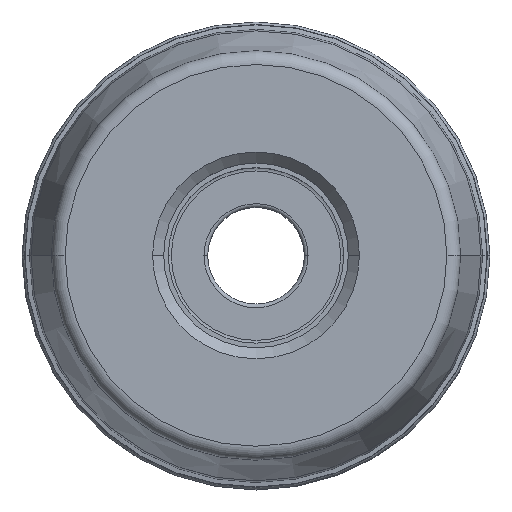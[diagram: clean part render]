
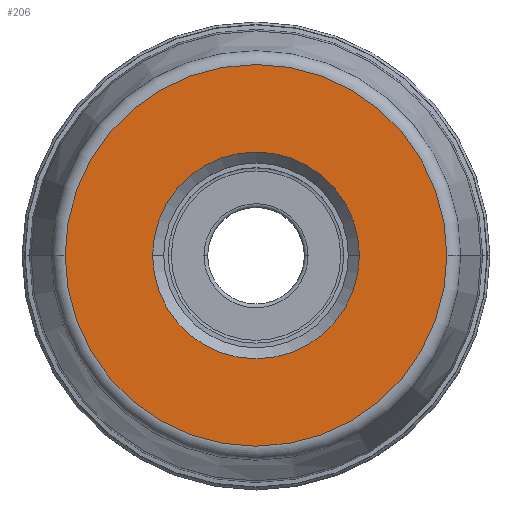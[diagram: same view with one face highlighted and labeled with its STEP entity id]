
A CAD part, top view. The second image highlights one B-rep face of the part: STEP entity #206.
In plain terms, the highlighted planar face has unit normal (0, 0, 1).
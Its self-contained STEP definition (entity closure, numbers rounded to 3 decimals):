
#28=PLANE('',#1876);
#34=FACE_BOUND('',#404,.T.);
#35=FACE_BOUND('',#405,.T.);
#206=ADVANCED_FACE('',(#34,#35),#28,.F.);
#404=EDGE_LOOP('',(#684,#685,#686,#687));
#405=EDGE_LOOP('',(#688,#689,#690,#691));
#684=ORIENTED_EDGE('',*,*,#1194,.F.);
#685=ORIENTED_EDGE('',*,*,#1192,.F.);
#686=ORIENTED_EDGE('',*,*,#1191,.T.);
#687=ORIENTED_EDGE('',*,*,#1195,.T.);
#688=ORIENTED_EDGE('',*,*,#1196,.T.);
#689=ORIENTED_EDGE('',*,*,#1197,.T.);
#690=ORIENTED_EDGE('',*,*,#1198,.T.);
#691=ORIENTED_EDGE('',*,*,#1199,.T.);
#991=VERTEX_POINT('',#3770);
#992=VERTEX_POINT('',#3772);
#993=VERTEX_POINT('',#3774);
#994=VERTEX_POINT('',#3778);
#995=VERTEX_POINT('',#3782);
#996=VERTEX_POINT('',#3783);
#997=VERTEX_POINT('',#3785);
#998=VERTEX_POINT('',#3787);
#1191=EDGE_CURVE('',#992,#991,#1449,.T.);
#1192=EDGE_CURVE('',#992,#993,#1450,.T.);
#1194=EDGE_CURVE('',#993,#994,#1452,.T.);
#1195=EDGE_CURVE('',#991,#994,#1453,.T.);
#1196=EDGE_CURVE('',#995,#996,#1454,.T.);
#1197=EDGE_CURVE('',#996,#997,#1455,.T.);
#1198=EDGE_CURVE('',#997,#998,#1456,.T.);
#1199=EDGE_CURVE('',#998,#995,#1457,.T.);
#1449=CIRCLE('',#1865,20.725);
#1450=CIRCLE('',#1866,20.725);
#1452=CIRCLE('',#1869,20.725);
#1453=CIRCLE('',#1870,20.725);
#1454=CIRCLE('',#1872,11.225);
#1455=CIRCLE('',#1873,11.225);
#1456=CIRCLE('',#1874,11.225);
#1457=CIRCLE('',#1875,11.225);
#1865=AXIS2_PLACEMENT_3D('',#3771,#2280,#2281);
#1866=AXIS2_PLACEMENT_3D('',#3773,#2282,#2283);
#1869=AXIS2_PLACEMENT_3D('',#3777,#2288,#2289);
#1870=AXIS2_PLACEMENT_3D('',#3779,#2290,#2291);
#1872=AXIS2_PLACEMENT_3D('',#3781,#2294,#2295);
#1873=AXIS2_PLACEMENT_3D('',#3784,#2296,#2297);
#1874=AXIS2_PLACEMENT_3D('',#3786,#2298,#2299);
#1875=AXIS2_PLACEMENT_3D('',#3788,#2300,#2301);
#1876=AXIS2_PLACEMENT_3D('',#3789,#2302,#2303);
#2280=DIRECTION('',(0.,0.,1.));
#2281=DIRECTION('',(1.,0.,0.));
#2282=DIRECTION('',(0.,0.,-1.));
#2283=DIRECTION('',(-1.,0.,0.));
#2288=DIRECTION('',(0.,0.,-1.));
#2289=DIRECTION('',(-1.,0.,0.));
#2290=DIRECTION('',(0.,0.,1.));
#2291=DIRECTION('',(1.,0.,0.));
#2294=DIRECTION('',(0.,0.,-1.));
#2295=DIRECTION('',(0.,-1.,0.));
#2296=DIRECTION('',(0.,0.,-1.));
#2297=DIRECTION('',(-1.,0.,0.));
#2298=DIRECTION('',(0.,0.,-1.));
#2299=DIRECTION('',(0.,1.,0.));
#2300=DIRECTION('',(0.,0.,-1.));
#2301=DIRECTION('',(1.,0.,0.));
#2302=DIRECTION('',(0.,0.,-1.));
#2303=DIRECTION('',(1.,0.,0.));
#3770=CARTESIAN_POINT('',(20.725,0.,0.));
#3771=CARTESIAN_POINT('',(0.,0.,0.));
#3772=CARTESIAN_POINT('',(20.725,-0.02,0.));
#3773=CARTESIAN_POINT('',(0.,0.,0.));
#3774=CARTESIAN_POINT('',(-20.725,0.,0.));
#3777=CARTESIAN_POINT('',(0.,0.,0.));
#3778=CARTESIAN_POINT('',(-20.725,0.02,0.));
#3779=CARTESIAN_POINT('',(0.,0.,0.));
#3781=CARTESIAN_POINT('',(0.,0.,0.));
#3782=CARTESIAN_POINT('',(0.,-11.225,0.));
#3783=CARTESIAN_POINT('',(-11.225,0.,0.));
#3784=CARTESIAN_POINT('',(0.,0.,0.));
#3785=CARTESIAN_POINT('',(0.,11.225,0.));
#3786=CARTESIAN_POINT('',(0.,0.,0.));
#3787=CARTESIAN_POINT('',(11.225,0.,0.));
#3788=CARTESIAN_POINT('',(0.,0.,0.));
#3789=CARTESIAN_POINT('',(0.,0.,0.));
